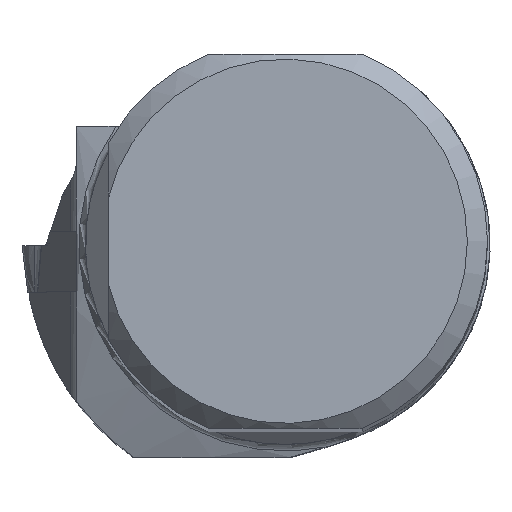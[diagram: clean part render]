
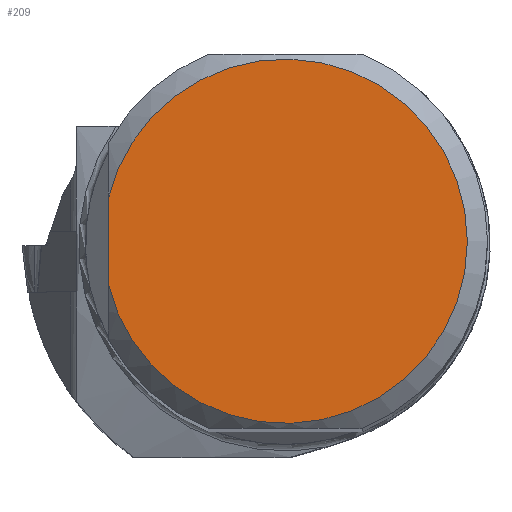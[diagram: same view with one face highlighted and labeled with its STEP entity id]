
A CAD part, top view. The second image highlights one B-rep face of the part: STEP entity #209.
In plain terms, the highlighted planar face has unit normal (0, 0, 1).
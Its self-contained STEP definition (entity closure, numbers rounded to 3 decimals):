
#168=CIRCLE('',#1622,18.);
#209=ADVANCED_FACE('TB_BL_N10_SU6',(#319),#274,.T.);
#274=PLANE('',#1623);
#319=FACE_OUTER_BOUND('',#391,.T.);
#391=EDGE_LOOP('',(#649,#650));
#649=ORIENTED_EDGE('',*,*,#1196,.T.);
#650=ORIENTED_EDGE('',*,*,#1135,.T.);
#983=VERTEX_POINT('',#2222);
#984=VERTEX_POINT('',#2224);
#1135=EDGE_CURVE('',#984,#983,#1325,.T.);
#1196=EDGE_CURVE('',#983,#984,#168,.T.);
#1325=LINE('',#2223,#1425);
#1425=VECTOR('',#1759,1.);
#1622=AXIS2_PLACEMENT_3D('',#2385,#1862,#1863);
#1623=AXIS2_PLACEMENT_3D('',#2386,#1864,#1865);
#1759=DIRECTION('',(0.,-1.,0.));
#1862=DIRECTION('',(0.,0.,1.));
#1863=DIRECTION('',(1.,0.,0.));
#1864=DIRECTION('',(0.,0.,1.));
#1865=DIRECTION('',(1.,0.,0.));
#2222=CARTESIAN_POINT('',(-17.511,-4.168,0.));
#2223=CARTESIAN_POINT('',(-17.511,18.5,0.));
#2224=CARTESIAN_POINT('',(-17.511,4.168,0.));
#2385=CARTESIAN_POINT('',(0.,0.,0.));
#2386=CARTESIAN_POINT('',(0.,0.,0.));
